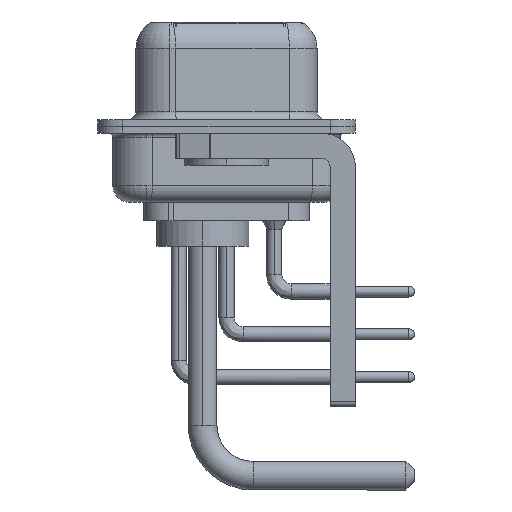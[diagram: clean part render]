
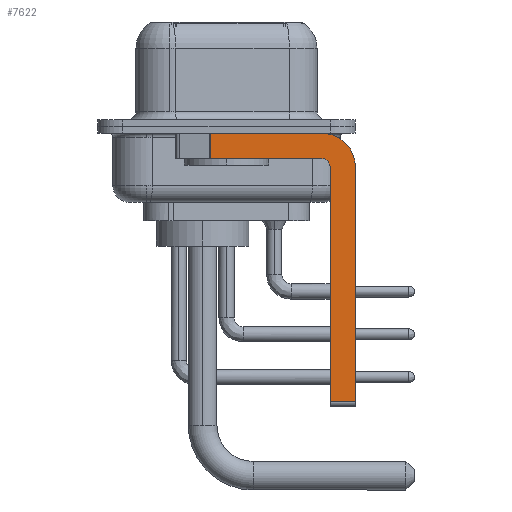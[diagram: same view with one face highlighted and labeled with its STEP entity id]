
A CAD part, left-side view. The second image highlights one B-rep face of the part: STEP entity #7622.
In plain terms, the highlighted planar face has unit normal (-1, 0, 0).
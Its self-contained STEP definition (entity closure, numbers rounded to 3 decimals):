
#104 = CARTESIAN_POINT ( 'NONE',  ( -2.9, -5.65, -2.4 ) ) ;
#446 = CARTESIAN_POINT ( 'NONE',  ( -2.9, -6.15, -16.6 ) ) ;
#464 = CARTESIAN_POINT ( 'NONE',  ( -2.9, -7.65, -16.35 ) ) ;
#1218 = DIRECTION ( 'NONE',  ( 0., -1., 0. ) ) ;
#2396 = VECTOR ( 'NONE', #23980, 1000. ) ;
#2697 = VECTOR ( 'NONE', #13681, 1000. ) ;
#2986 = LINE ( 'NONE', #14698, #2396 ) ;
#3166 = VECTOR ( 'NONE', #6247, 1000. ) ;
#3560 = EDGE_CURVE ( 'NONE', #20663, #22312, #2986, .T. ) ;
#4338 = VECTOR ( 'NONE', #1218, 1000. ) ;
#5087 = ORIENTED_EDGE ( 'NONE', *, *, #10270, .F. ) ;
#5271 = EDGE_CURVE ( 'NONE', #25484, #7344, #12260, .T. ) ;
#5533 = AXIS2_PLACEMENT_3D ( 'NONE', #18540, #14272, #27856 ) ;
#5666 = ORIENTED_EDGE ( 'NONE', *, *, #12642, .F. ) ;
#6030 = ORIENTED_EDGE ( 'NONE', *, *, #30093, .T. ) ;
#6083 = LINE ( 'NONE', #29541, #4338 ) ;
#6247 = DIRECTION ( 'NONE',  ( 0., 0., -1. ) ) ;
#6678 = VERTEX_POINT ( 'NONE', #29834 ) ;
#7310 = CARTESIAN_POINT ( 'NONE',  ( -2.9, -6.15, -16.35 ) ) ;
#7344 = VERTEX_POINT ( 'NONE', #28407 ) ;
#7408 = AXIS2_PLACEMENT_3D ( 'NONE', #104, #23659, #9210 ) ;
#7537 = EDGE_LOOP ( 'NONE', ( #10637, #16960, #28237, #5087, #12749, #6030, #5666, #28503 ) ) ;
#7622 = ADVANCED_FACE ( 'NONE', ( #16806 ), #9953, .F. ) ;
#9210 = DIRECTION ( 'NONE',  ( 0., 0., -1. ) ) ;
#9265 = CARTESIAN_POINT ( 'NONE',  ( -2.9, 0.978, -1.9 ) ) ;
#9509 = DIRECTION ( 'NONE',  ( 0., 0., -1. ) ) ;
#9953 = PLANE ( 'NONE',  #16470 ) ;
#10270 = EDGE_CURVE ( 'NONE', #6678, #20663, #14784, .T. ) ;
#10637 = ORIENTED_EDGE ( 'NONE', *, *, #17465, .F. ) ;
#11110 = VECTOR ( 'NONE', #28126, 1000. ) ;
#11812 = CARTESIAN_POINT ( 'NONE',  ( -2.9, -5.65, -16.35 ) ) ;
#12260 = CIRCLE ( 'NONE', #7408, 2. ) ;
#12601 = VERTEX_POINT ( 'NONE', #7310 ) ;
#12642 = EDGE_CURVE ( 'NONE', #7344, #19167, #21927, .T. ) ;
#12749 = ORIENTED_EDGE ( 'NONE', *, *, #27148, .F. ) ;
#12783 = EDGE_CURVE ( 'NONE', #30026, #22312, #13537, .T. ) ;
#13537 = LINE ( 'NONE', #9265, #2697 ) ;
#13681 = DIRECTION ( 'NONE',  ( 0., 0., -1. ) ) ;
#13928 = DIRECTION ( 'NONE',  ( 1., 0., 0. ) ) ;
#14272 = DIRECTION ( 'NONE',  ( -1., 0., 0. ) ) ;
#14698 = CARTESIAN_POINT ( 'NONE',  ( -2.9, -5.65, -1.9 ) ) ;
#14784 = CIRCLE ( 'NONE', #5533, 0.5 ) ;
#15484 = CARTESIAN_POINT ( 'NONE',  ( -2.9, -5.65, -0.4 ) ) ;
#16380 = CARTESIAN_POINT ( 'NONE',  ( -2.9, 0.978, -0.4 ) ) ;
#16470 = AXIS2_PLACEMENT_3D ( 'NONE', #28257, #13928, #9509 ) ;
#16806 = FACE_OUTER_BOUND ( 'NONE', #7537, .T. ) ;
#16960 = ORIENTED_EDGE ( 'NONE', *, *, #12783, .T. ) ;
#17465 = EDGE_CURVE ( 'NONE', #30026, #25484, #6083, .T. ) ;
#18521 = CARTESIAN_POINT ( 'NONE',  ( -2.9, -5.65, -1.9 ) ) ;
#18540 = CARTESIAN_POINT ( 'NONE',  ( -2.9, -5.65, -2.4 ) ) ;
#19167 = VERTEX_POINT ( 'NONE', #464 ) ;
#19262 = VECTOR ( 'NONE', #21120, 1000. ) ;
#19427 = LINE ( 'NONE', #446, #19262 ) ;
#20663 = VERTEX_POINT ( 'NONE', #18521 ) ;
#21120 = DIRECTION ( 'NONE',  ( 0., 0., 1. ) ) ;
#21927 = LINE ( 'NONE', #26966, #3166 ) ;
#22312 = VERTEX_POINT ( 'NONE', #26538 ) ;
#23659 = DIRECTION ( 'NONE',  ( 1., 0., 0. ) ) ;
#23980 = DIRECTION ( 'NONE',  ( 0., 1., 0. ) ) ;
#25484 = VERTEX_POINT ( 'NONE', #15484 ) ;
#26538 = CARTESIAN_POINT ( 'NONE',  ( -2.9, 0.978, -1.9 ) ) ;
#26966 = CARTESIAN_POINT ( 'NONE',  ( -2.9, -7.65, -2.4 ) ) ;
#27148 = EDGE_CURVE ( 'NONE', #12601, #6678, #19427, .T. ) ;
#27856 = DIRECTION ( 'NONE',  ( 0., 0., 1. ) ) ;
#28126 = DIRECTION ( 'NONE',  ( 0., -1., 0. ) ) ;
#28237 = ORIENTED_EDGE ( 'NONE', *, *, #3560, .F. ) ;
#28257 = CARTESIAN_POINT ( 'NONE',  ( -2.9, -5.65, -2.4 ) ) ;
#28407 = CARTESIAN_POINT ( 'NONE',  ( -2.9, -7.65, -2.4 ) ) ;
#28503 = ORIENTED_EDGE ( 'NONE', *, *, #5271, .F. ) ;
#29541 = CARTESIAN_POINT ( 'NONE',  ( -2.9, 3., -0.4 ) ) ;
#29808 = LINE ( 'NONE', #11812, #11110 ) ;
#29834 = CARTESIAN_POINT ( 'NONE',  ( -2.9, -6.15, -2.4 ) ) ;
#30026 = VERTEX_POINT ( 'NONE', #16380 ) ;
#30093 = EDGE_CURVE ( 'NONE', #12601, #19167, #29808, .T. ) ;
